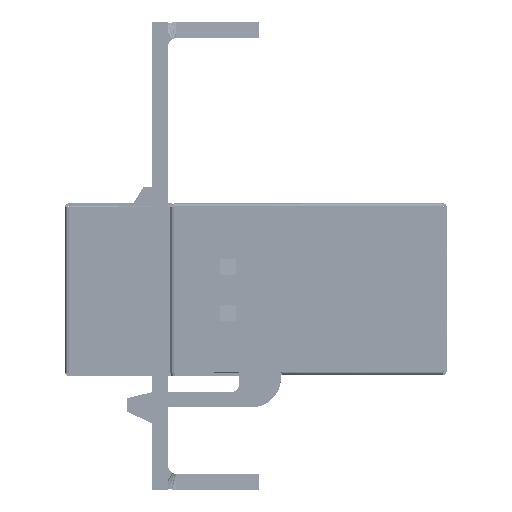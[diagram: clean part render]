
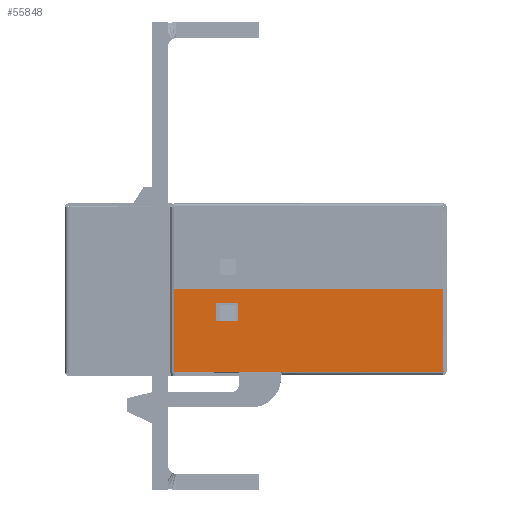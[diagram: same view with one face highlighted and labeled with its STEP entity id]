
A CAD part, left-side view. The second image highlights one B-rep face of the part: STEP entity #55848.
In plain terms, the highlighted face is planar.
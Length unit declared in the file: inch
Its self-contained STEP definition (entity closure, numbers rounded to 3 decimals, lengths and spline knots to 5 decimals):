
#406 = ORIENTED_EDGE ( 'NONE', *, *, #35780, .T. ) ;
#885 = DIRECTION ( 'NONE',  ( 1., 0., 0. ) ) ;
#1042 = ORIENTED_EDGE ( 'NONE', *, *, #20674, .T. ) ;
#1203 = CARTESIAN_POINT ( 'NONE',  ( 0.05, 0.6, -0.36 ) ) ;
#1700 = CARTESIAN_POINT ( 'NONE',  ( 0.3055, 0.6, -0.36 ) ) ;
#1979 = CARTESIAN_POINT ( 'NONE',  ( 0.001, 0.6, -0.36 ) ) ;
#2094 = CARTESIAN_POINT ( 'NONE',  ( 0.113, 0.761, -0.36 ) ) ;
#3254 = VECTOR ( 'NONE', #46212, 39.37008 ) ;
#4118 = DIRECTION ( 'NONE',  ( 0., 1., 0. ) ) ;
#5651 = VECTOR ( 'NONE', #27295, 39.37008 ) ;
#5957 = VERTEX_POINT ( 'NONE', #53530 ) ;
#6348 = FACE_BOUND ( 'NONE', #71259, .T. ) ;
#6445 = VERTEX_POINT ( 'NONE', #79650 ) ;
#8363 = DIRECTION ( 'NONE',  ( 0., 0., 1. ) ) ;
#8602 = VECTOR ( 'NONE', #79312, 39.37008 ) ;
#10442 = EDGE_CURVE ( 'NONE', #44195, #21578, #46011, .T. ) ;
#10936 = CARTESIAN_POINT ( 'NONE',  ( 0.05, 0.837, -0.36 ) ) ;
#11204 = LINE ( 'NONE', #82631, #43407 ) ;
#11771 = VECTOR ( 'NONE', #28590, 39.37008 ) ;
#12443 = EDGE_CURVE ( 'NONE', #40117, #77949, #50804, .T. ) ;
#12911 = CARTESIAN_POINT ( 'NONE',  ( 0.3055, 0.002, -0.36 ) ) ;
#14269 = CARTESIAN_POINT ( 'NONE',  ( 0.3055, 0.6, -0.36 ) ) ;
#15498 = VERTEX_POINT ( 'NONE', #2094 ) ;
#16225 = AXIS2_PLACEMENT_3D ( 'NONE', #27494, #8363, #53432 ) ;
#17285 = VECTOR ( 'NONE', #54840, 39.37008 ) ;
#18826 = CIRCLE ( 'NONE', #41170, 0.006 ) ;
#18939 = ORIENTED_EDGE ( 'NONE', *, *, #64132, .T. ) ;
#19717 = ORIENTED_EDGE ( 'NONE', *, *, #57805, .T. ) ;
#20189 = EDGE_CURVE ( 'NONE', #77949, #38352, #63728, .T. ) ;
#20295 = CARTESIAN_POINT ( 'NONE',  ( 0.113, 0.837, -0.36 ) ) ;
#20674 = EDGE_CURVE ( 'NONE', #28261, #60314, #71711, .T. ) ;
#20816 = LINE ( 'NONE', #1700, #5651 ) ;
#21578 = VERTEX_POINT ( 'NONE', #14269 ) ;
#21736 = AXIS2_PLACEMENT_3D ( 'NONE', #20295, #65271, #26726 ) ;
#23390 = CARTESIAN_POINT ( 'NONE',  ( 0.001, 0.002, -0.36 ) ) ;
#23458 = CARTESIAN_POINT ( 'NONE',  ( 0.3055, 0.998, -0.36 ) ) ;
#23522 = FACE_OUTER_BOUND ( 'NONE', #82537, .T. ) ;
#23588 = CARTESIAN_POINT ( 'NONE',  ( 0.119, 0.6, -0.36 ) ) ;
#23676 = DIRECTION ( 'NONE',  ( 0., 0., 1. ) ) ;
#24710 = EDGE_CURVE ( 'NONE', #72310, #36409, #53559, .T. ) ;
#25267 = CIRCLE ( 'NONE', #78385, 0.006 ) ;
#25275 = VECTOR ( 'NONE', #54463, 39.37008 ) ;
#26726 = DIRECTION ( 'NONE',  ( 1., 0., 0. ) ) ;
#27295 = DIRECTION ( 'NONE',  ( 0., 1., 0. ) ) ;
#27494 = CARTESIAN_POINT ( 'NONE',  ( 0.3075, 0.6, -0.36 ) ) ;
#27827 = ORIENTED_EDGE ( 'NONE', *, *, #36080, .T. ) ;
#28261 = VERTEX_POINT ( 'NONE', #10936 ) ;
#28590 = DIRECTION ( 'NONE',  ( 0., -1., 0. ) ) ;
#29481 = ORIENTED_EDGE ( 'NONE', *, *, #83535, .T. ) ;
#32050 = ORIENTED_EDGE ( 'NONE', *, *, #45664, .T. ) ;
#32309 = LINE ( 'NONE', #61065, #17285 ) ;
#32657 = ORIENTED_EDGE ( 'NONE', *, *, #54735, .F. ) ;
#32732 = DIRECTION ( 'NONE',  ( 0., 0., 1. ) ) ;
#35780 = EDGE_CURVE ( 'NONE', #38352, #6445, #11204, .T. ) ;
#36080 = EDGE_CURVE ( 'NONE', #36409, #44195, #44367, .T. ) ;
#36409 = VERTEX_POINT ( 'NONE', #83356 ) ;
#38352 = VERTEX_POINT ( 'NONE', #49545 ) ;
#39407 = DIRECTION ( 'NONE',  ( 0., 0., 1. ) ) ;
#40117 = VERTEX_POINT ( 'NONE', #40369 ) ;
#40312 = AXIS2_PLACEMENT_3D ( 'NONE', #62228, #23676, #68658 ) ;
#40369 = CARTESIAN_POINT ( 'NONE',  ( 0.119, 0.767, -0.36 ) ) ;
#40791 = ORIENTED_EDGE ( 'NONE', *, *, #20189, .T. ) ;
#41170 = AXIS2_PLACEMENT_3D ( 'NONE', #71291, #32732, #77777 ) ;
#42708 = CARTESIAN_POINT ( 'NONE',  ( 0.05, 0.767, -0.36 ) ) ;
#43407 = VECTOR ( 'NONE', #76433, 39.37008 ) ;
#43827 = ORIENTED_EDGE ( 'NONE', *, *, #12443, .T. ) ;
#44195 = VERTEX_POINT ( 'NONE', #23458 ) ;
#44367 = LINE ( 'NONE', #67367, #25275 ) ;
#45664 = EDGE_CURVE ( 'NONE', #5957, #15498, #60011, .T. ) ;
#46011 = LINE ( 'NONE', #60734, #11771 ) ;
#46212 = DIRECTION ( 'NONE',  ( 0., -1., 0. ) ) ;
#46902 = PLANE ( 'NONE',  #16225 ) ;
#49490 = VECTOR ( 'NONE', #53514, 39.37008 ) ;
#49545 = CARTESIAN_POINT ( 'NONE',  ( 0.113, 0.843, -0.36 ) ) ;
#50804 = LINE ( 'NONE', #23588, #67911 ) ;
#53344 = EDGE_CURVE ( 'NONE', #6445, #28261, #82388, .T. ) ;
#53432 = DIRECTION ( 'NONE',  ( 1., 0., 0. ) ) ;
#53514 = DIRECTION ( 'NONE',  ( 0., 1., 0. ) ) ;
#53530 = CARTESIAN_POINT ( 'NONE',  ( 0.056, 0.761, -0.36 ) ) ;
#53546 = VERTEX_POINT ( 'NONE', #12911 ) ;
#53559 = LINE ( 'NONE', #1979, #49490 ) ;
#54463 = DIRECTION ( 'NONE',  ( 1., 0., 0. ) ) ;
#54735 = EDGE_CURVE ( 'NONE', #53546, #21578, #20816, .T. ) ;
#54840 = DIRECTION ( 'NONE',  ( -1., 0., 0. ) ) ;
#55848 = ADVANCED_FACE ( 'NONE', ( #6348, #23522 ), #46902, .F. ) ;
#57805 = EDGE_CURVE ( 'NONE', #15498, #40117, #25267, .T. ) ;
#60011 = LINE ( 'NONE', #72833, #8602 ) ;
#60314 = VERTEX_POINT ( 'NONE', #42708 ) ;
#60734 = CARTESIAN_POINT ( 'NONE',  ( 0.3055, 0.6, -0.36 ) ) ;
#61065 = CARTESIAN_POINT ( 'NONE',  ( 0.001, 0.002, -0.36 ) ) ;
#61164 = ORIENTED_EDGE ( 'NONE', *, *, #53344, .T. ) ;
#62228 = CARTESIAN_POINT ( 'NONE',  ( 0.056, 0.837, -0.36 ) ) ;
#63728 = CIRCLE ( 'NONE', #21736, 0.006 ) ;
#64132 = EDGE_CURVE ( 'NONE', #53546, #72310, #32309, .T. ) ;
#65271 = DIRECTION ( 'NONE',  ( 0., 0., 1. ) ) ;
#66297 = ORIENTED_EDGE ( 'NONE', *, *, #24710, .T. ) ;
#67367 = CARTESIAN_POINT ( 'NONE',  ( 0.3055, 0.998, -0.36 ) ) ;
#67911 = VECTOR ( 'NONE', #4118, 39.37008 ) ;
#68658 = DIRECTION ( 'NONE',  ( 1., 0., 0. ) ) ;
#69708 = ORIENTED_EDGE ( 'NONE', *, *, #10442, .T. ) ;
#71259 = EDGE_LOOP ( 'NONE', ( #406, #61164, #1042, #29481, #32050, #19717, #43827, #40791 ) ) ;
#71291 = CARTESIAN_POINT ( 'NONE',  ( 0.056, 0.767, -0.36 ) ) ;
#71711 = LINE ( 'NONE', #1203, #3254 ) ;
#72310 = VERTEX_POINT ( 'NONE', #23390 ) ;
#72833 = CARTESIAN_POINT ( 'NONE',  ( 0.3075, 0.761, -0.36 ) ) ;
#76433 = DIRECTION ( 'NONE',  ( -1., 0., 0. ) ) ;
#77426 = CARTESIAN_POINT ( 'NONE',  ( 0.119, 0.837, -0.36 ) ) ;
#77777 = DIRECTION ( 'NONE',  ( 1., 0., 0. ) ) ;
#77949 = VERTEX_POINT ( 'NONE', #77426 ) ;
#77983 = CARTESIAN_POINT ( 'NONE',  ( 0.113, 0.767, -0.36 ) ) ;
#78385 = AXIS2_PLACEMENT_3D ( 'NONE', #77983, #39407, #885 ) ;
#79312 = DIRECTION ( 'NONE',  ( 1., 0., 0. ) ) ;
#79650 = CARTESIAN_POINT ( 'NONE',  ( 0.056, 0.843, -0.36 ) ) ;
#82388 = CIRCLE ( 'NONE', #40312, 0.006 ) ;
#82537 = EDGE_LOOP ( 'NONE', ( #32657, #18939, #66297, #27827, #69708 ) ) ;
#82631 = CARTESIAN_POINT ( 'NONE',  ( 0.3075, 0.843, -0.36 ) ) ;
#83356 = CARTESIAN_POINT ( 'NONE',  ( 0.001, 0.998, -0.36 ) ) ;
#83535 = EDGE_CURVE ( 'NONE', #60314, #5957, #18826, .T. ) ;
